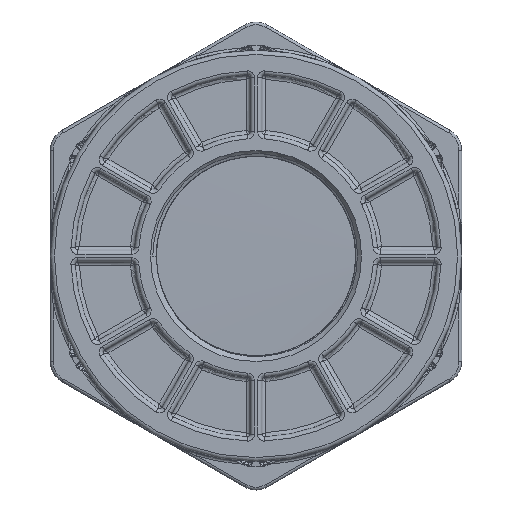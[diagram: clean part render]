
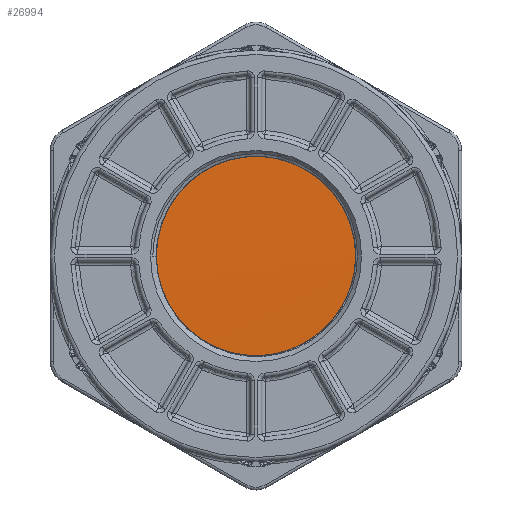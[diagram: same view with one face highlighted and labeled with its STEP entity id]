
A CAD part, left-side view. The second image highlights one B-rep face of the part: STEP entity #26994.
In plain terms, the highlighted cylindrical face has radius 73.025 mm (diameter 146.05 mm), a full revolution.
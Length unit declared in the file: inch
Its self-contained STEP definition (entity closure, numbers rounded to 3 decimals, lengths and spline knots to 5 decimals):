
#3179=FACE_OUTER_BOUND('',#4982,.T.);
#4982=EDGE_LOOP('',(#17891,#17892,#17893));
#6911=B_SPLINE_CURVE_WITH_KNOTS('',3,(#43756,#43757,#43758,#43759,#43760,
#43761,#43762,#43763,#43764,#43765,#43766,#43767,#43768,#43769,#43770,#43771,
#43772),.UNSPECIFIED.,.F.,.F.,(4,1,1,1,1,1,1,1,1,1,1,1,1,1,4),(103.67256,
103.73652,104.23287,104.72922,105.22557,105.72191,
106.21826,106.71461,107.21095,107.7073,108.20365,
108.69999,109.19634,109.69269,109.95574),
 .UNSPECIFIED.);
#7796=LINE('',#40380,#9260);
#7862=LINE('',#43721,#9326);
#9260=VECTOR('',#32173,2.875);
#9326=VECTOR('',#32379,2.875);
#10726=VERTEX_POINT('',#40378);
#10727=VERTEX_POINT('',#40379);
#10868=VERTEX_POINT('',#43720);
#13318=EDGE_CURVE('',#10726,#10727,#7796,.T.);
#13511=EDGE_CURVE('',#10726,#10868,#7862,.T.);
#13514=EDGE_CURVE('',#10727,#10868,#6911,.T.);
#17891=ORIENTED_EDGE('',*,*,#13318,.T.);
#17892=ORIENTED_EDGE('',*,*,#13514,.T.);
#17893=ORIENTED_EDGE('',*,*,#13511,.F.);
#26341=CYLINDRICAL_SURFACE('',#28893,2.875);
#26994=ADVANCED_FACE('',(#3179),#26341,.T.);
#28893=AXIS2_PLACEMENT_3D('',#43755,#32380,#32381);
#32173=DIRECTION('',(1.,0.,0.));
#32379=DIRECTION('',(-1.,0.,0.));
#32380=DIRECTION('center_axis',(1.,0.,0.));
#32381=DIRECTION('ref_axis',(0.,1.,0.));
#40378=CARTESIAN_POINT('',(1.89525,-2.875,0.));
#40379=CARTESIAN_POINT('',(2.0483,-2.875,0.));
#40380=CARTESIAN_POINT('',(1.1875,-2.875,0.));
#43720=CARTESIAN_POINT('',(1.8816,-2.875,0.));
#43721=CARTESIAN_POINT('',(1.1875,-2.875,0.));
#43755=CARTESIAN_POINT('Origin',(1.1875,0.,0.));
#43756=CARTESIAN_POINT('Ctrl Pts',(2.0483,-2.87515,-0.00006));
#43757=CARTESIAN_POINT('Ctrl Pts',(2.04773,-2.8752,-0.06135));
#43758=CARTESIAN_POINT('Ctrl Pts',(2.04278,-2.85838,-0.59819));
#43759=CARTESIAN_POINT('Ctrl Pts',(2.03343,-2.53766,-1.59209));
#43760=CARTESIAN_POINT('Ctrl Pts',(2.02026,-1.47325,-2.60845));
#43761=CARTESIAN_POINT('Ctrl Pts',(2.0071,-0.05329,
-2.99527));
#43762=CARTESIAN_POINT('Ctrl Pts',(1.99393,1.37954,-2.6592));
#43763=CARTESIAN_POINT('Ctrl Pts',(1.98076,2.47942,-1.68135));
#43764=CARTESIAN_POINT('Ctrl Pts',(1.96759,2.98091,-0.29772));
#43765=CARTESIAN_POINT('Ctrl Pts',(1.95442,2.76298,1.15777));
#43766=CARTESIAN_POINT('Ctrl Pts',(1.94125,1.87821,2.33383));
#43767=CARTESIAN_POINT('Ctrl Pts',(1.92808,0.54016,2.94664));
#43768=CARTESIAN_POINT('Ctrl Pts',(1.91491,-0.92827,2.8483));
#43769=CARTESIAN_POINT('Ctrl Pts',(1.90175,-2.17266,2.06253));
#43770=CARTESIAN_POINT('Ctrl Pts',(1.89064,-2.77988,0.98008));
#43771=CARTESIAN_POINT('Ctrl Pts',(1.88392,-2.87472,0.25214));
#43772=CARTESIAN_POINT('Ctrl Pts',(1.8816,-2.87476,-0.00001));
